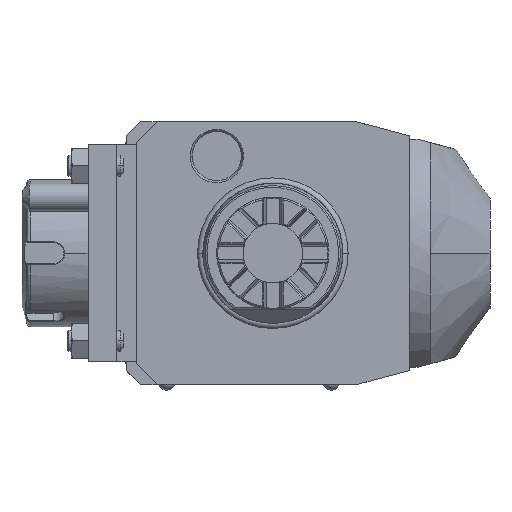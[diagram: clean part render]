
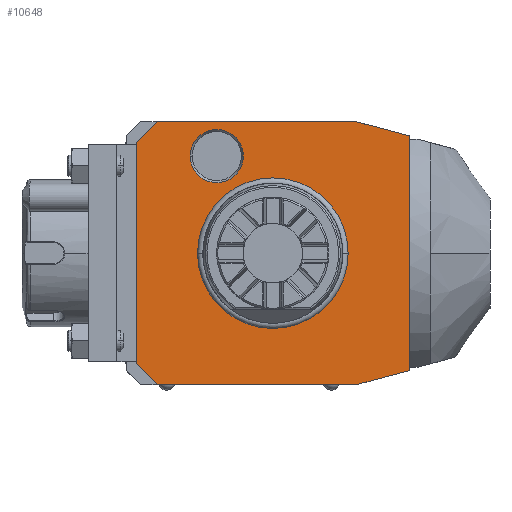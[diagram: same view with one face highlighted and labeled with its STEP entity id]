
A CAD part, front view. The second image highlights one B-rep face of the part: STEP entity #10648.
In plain terms, the highlighted planar face has unit normal (0, -1, 0).
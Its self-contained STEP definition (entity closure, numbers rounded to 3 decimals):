
#1=DIRECTION('',(-0.966,0.,0.259));
#2=VECTOR('',#1,15.529);
#3=CARTESIAN_POINT('',(39.,0.,33.481));
#4=LINE('',#3,#2);
#5=DIRECTION('',(0.,0.,1.));
#6=VECTOR('',#5,66.962);
#7=CARTESIAN_POINT('',(39.,0.,-33.481));
#8=LINE('',#7,#6);
#9=DIRECTION('',(0.966,0.,0.259));
#10=VECTOR('',#9,15.529);
#11=CARTESIAN_POINT('',(24.,0.,-37.5));
#12=LINE('',#11,#10);
#13=DIRECTION('',(1.,0.,0.));
#14=VECTOR('',#13,57.);
#15=CARTESIAN_POINT('',(-33.,0.,-37.5));
#16=LINE('',#15,#14);
#17=DIRECTION('',(0.707,0.,-0.707));
#18=VECTOR('',#17,8.485);
#19=CARTESIAN_POINT('',(-39.,0.,-31.5));
#20=LINE('',#19,#18);
#21=DIRECTION('',(0.,0.,-1.));
#22=VECTOR('',#21,63.);
#23=CARTESIAN_POINT('',(-39.,0.,31.5));
#24=LINE('',#23,#22);
#25=DIRECTION('',(-0.707,0.,-0.707));
#26=VECTOR('',#25,8.485);
#27=CARTESIAN_POINT('',(-33.,0.,37.5));
#28=LINE('',#27,#26);
#29=DIRECTION('',(-1.,0.,0.));
#30=VECTOR('',#29,57.);
#31=CARTESIAN_POINT('',(24.,0.,37.5));
#32=LINE('',#31,#30);
#33=CARTESIAN_POINT('',(-16.,0.,27.713));
#34=DIRECTION('',(0.,1.,0.));
#35=DIRECTION('',(1.,0.,0.));
#36=AXIS2_PLACEMENT_3D('',#33,#34,#35);
#38=CARTESIAN_POINT('',(-16.,0.,27.713));
#39=DIRECTION('',(0.,1.,0.));
#40=DIRECTION('',(-1.,0.,0.));
#41=AXIS2_PLACEMENT_3D('',#38,#39,#40);
#6823=CARTESIAN_POINT('',(0.,0.,0.));
#6824=DIRECTION('',(0.,-1.,0.));
#6825=DIRECTION('',(1.,0.,0.));
#6826=AXIS2_PLACEMENT_3D('',#6823,#6824,#6825);
#6828=CARTESIAN_POINT('',(0.,0.,0.));
#6829=DIRECTION('',(0.,-1.,0.));
#6830=DIRECTION('',(-1.,0.,0.));
#6831=AXIS2_PLACEMENT_3D('',#6828,#6829,#6830);
#9527=CARTESIAN_POINT('',(-8.423,0.,
27.713));
#9528=CARTESIAN_POINT('',(-23.577,0.,
27.713));
#9529=VERTEX_POINT('',#9527);
#9530=VERTEX_POINT('',#9528);
#10425=CARTESIAN_POINT('',(39.,0.,33.481));
#10426=CARTESIAN_POINT('',(24.,0.,37.5));
#10427=VERTEX_POINT('',#10425);
#10428=VERTEX_POINT('',#10426);
#10429=CARTESIAN_POINT('',(-33.,0.,37.5));
#10430=VERTEX_POINT('',#10429);
#10431=CARTESIAN_POINT('',(-39.,0.,31.5));
#10432=VERTEX_POINT('',#10431);
#10433=CARTESIAN_POINT('',(-39.,0.,-31.5));
#10434=VERTEX_POINT('',#10433);
#10435=CARTESIAN_POINT('',(-33.,0.,-37.5));
#10436=VERTEX_POINT('',#10435);
#10437=CARTESIAN_POINT('',(24.,0.,-37.5));
#10438=VERTEX_POINT('',#10437);
#10439=CARTESIAN_POINT('',(39.,0.,-33.481));
#10440=VERTEX_POINT('',#10439);
#10505=CARTESIAN_POINT('',(21.137,0.,0.));
#10506=CARTESIAN_POINT('',(-21.137,0.,0.));
#10507=VERTEX_POINT('',#10505);
#10508=VERTEX_POINT('',#10506);
#10613=CARTESIAN_POINT('',(0.,0.,0.));
#10614=DIRECTION('',(0.,-1.,0.));
#10615=DIRECTION('',(-1.,0.,0.));
#10616=AXIS2_PLACEMENT_3D('',#10613,#10614,#10615);
#10617=PLANE('',#10616);
#10619=ORIENTED_EDGE('',*,*,#10618,.F.);
#10621=ORIENTED_EDGE('',*,*,#10620,.F.);
#10623=ORIENTED_EDGE('',*,*,#10622,.F.);
#10625=ORIENTED_EDGE('',*,*,#10624,.F.);
#10627=ORIENTED_EDGE('',*,*,#10626,.F.);
#10629=ORIENTED_EDGE('',*,*,#10628,.F.);
#10631=ORIENTED_EDGE('',*,*,#10630,.F.);
#10633=ORIENTED_EDGE('',*,*,#10632,.F.);
#10634=EDGE_LOOP('',(#10619,#10621,#10623,#10625,#10627,#10629,#10631,#10633));
#10635=FACE_OUTER_BOUND('',#10634,.F.);
#10637=ORIENTED_EDGE('',*,*,#10636,.T.);
#10639=ORIENTED_EDGE('',*,*,#10638,.T.);
#10640=EDGE_LOOP('',(#10637,#10639));
#10641=FACE_BOUND('',#10640,.F.);
#10643=ORIENTED_EDGE('',*,*,#10642,.F.);
#10645=ORIENTED_EDGE('',*,*,#10644,.F.);
#10646=EDGE_LOOP('',(#10643,#10645));
#10647=FACE_BOUND('',#10646,.F.);
#37=CIRCLE('',#36,7.577);
#42=CIRCLE('',#41,7.577);
#6827=CIRCLE('',#6826,21.137);
#6832=CIRCLE('',#6831,21.137);
#10618=EDGE_CURVE('',#10427,#10428,#4,.T.);
#10620=EDGE_CURVE('',#10440,#10427,#8,.T.);
#10622=EDGE_CURVE('',#10438,#10440,#12,.T.);
#10624=EDGE_CURVE('',#10436,#10438,#16,.T.);
#10626=EDGE_CURVE('',#10434,#10436,#20,.T.);
#10628=EDGE_CURVE('',#10432,#10434,#24,.T.);
#10630=EDGE_CURVE('',#10430,#10432,#28,.T.);
#10632=EDGE_CURVE('',#10428,#10430,#32,.T.);
#10636=EDGE_CURVE('',#10507,#10508,#6827,.T.);
#10638=EDGE_CURVE('',#10508,#10507,#6832,.T.);
#10642=EDGE_CURVE('',#9529,#9530,#37,.T.);
#10644=EDGE_CURVE('',#9530,#9529,#42,.T.);
#10648=ADVANCED_FACE('',(#10635,#10641,#10647),#10617,.T.);
